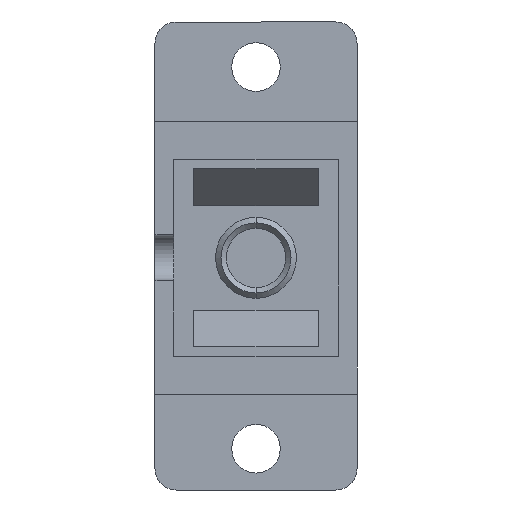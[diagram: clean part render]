
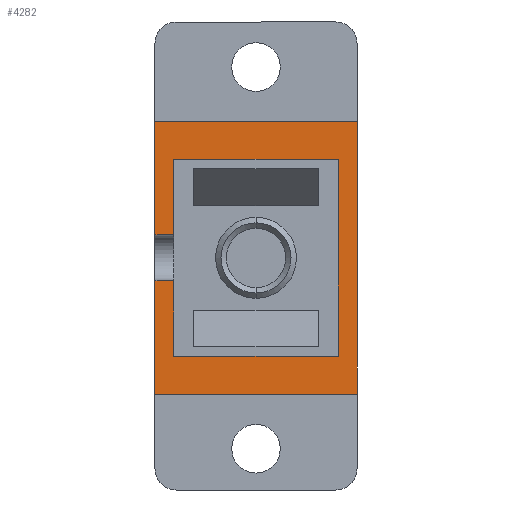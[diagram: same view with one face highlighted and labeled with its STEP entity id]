
A CAD part, front view. The second image highlights one B-rep face of the part: STEP entity #4282.
In plain terms, the highlighted planar face has unit normal (0, -1, 0).
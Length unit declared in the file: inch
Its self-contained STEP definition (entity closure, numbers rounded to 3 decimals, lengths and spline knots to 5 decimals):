
#54 = VERTEX_POINT ( 'NONE', #901 ) ;
#98 = LINE ( 'NONE', #5485, #1474 ) ;
#174 = FACE_OUTER_BOUND ( 'NONE', #4714, .T. ) ;
#195 = VECTOR ( 'NONE', #3969, 39.37008 ) ;
#323 = CARTESIAN_POINT ( 'NONE',  ( -0.1875, -0.57, 0.2525 ) ) ;
#478 = LINE ( 'NONE', #2612, #1507 ) ;
#497 = CARTESIAN_POINT ( 'NONE',  ( -0.1525, -0.57, 0.1825 ) ) ;
#570 = VERTEX_POINT ( 'NONE', #3420 ) ;
#881 = VECTOR ( 'NONE', #3551, 39.37008 ) ;
#901 = CARTESIAN_POINT ( 'NONE',  ( -0.1875, -0.57, -0.0425 ) ) ;
#905 = DIRECTION ( 'NONE',  ( 0., 0., -1. ) ) ;
#914 = VECTOR ( 'NONE', #2552, 39.37008 ) ;
#917 = EDGE_CURVE ( 'NONE', #2088, #3667, #5578, .T. ) ;
#981 = VERTEX_POINT ( 'NONE', #1204 ) ;
#1001 = VECTOR ( 'NONE', #3194, 39.37008 ) ;
#1161 = PLANE ( 'NONE',  #3898 ) ;
#1162 = DIRECTION ( 'NONE',  ( 0., 0., 1. ) ) ;
#1204 = CARTESIAN_POINT ( 'NONE',  ( -0.1525, -0.57, -0.1825 ) ) ;
#1216 = DIRECTION ( 'NONE',  ( 0., -1., 0. ) ) ;
#1313 = VERTEX_POINT ( 'NONE', #2198 ) ;
#1338 = ORIENTED_EDGE ( 'NONE', *, *, #4604, .T. ) ;
#1411 = ORIENTED_EDGE ( 'NONE', *, *, #4388, .F. ) ;
#1420 = VECTOR ( 'NONE', #5466, 39.37008 ) ;
#1474 = VECTOR ( 'NONE', #4738, 39.37008 ) ;
#1507 = VECTOR ( 'NONE', #3062, 39.37008 ) ;
#1592 = VERTEX_POINT ( 'NONE', #4982 ) ;
#1645 = ORIENTED_EDGE ( 'NONE', *, *, #2255, .F. ) ;
#1836 = VECTOR ( 'NONE', #2815, 39.37008 ) ;
#1872 = VECTOR ( 'NONE', #905, 39.37008 ) ;
#1891 = EDGE_CURVE ( 'NONE', #1313, #5036, #5685, .T. ) ;
#1930 = ORIENTED_EDGE ( 'NONE', *, *, #2384, .F. ) ;
#1943 = ORIENTED_EDGE ( 'NONE', *, *, #1891, .F. ) ;
#1959 = EDGE_CURVE ( 'NONE', #3122, #2088, #2452, .T. ) ;
#2020 = ORIENTED_EDGE ( 'NONE', *, *, #5124, .F. ) ;
#2033 = CARTESIAN_POINT ( 'NONE',  ( 0.1525, -0.57, -0.1825 ) ) ;
#2038 = LINE ( 'NONE', #323, #881 ) ;
#2046 = CARTESIAN_POINT ( 'NONE',  ( -0.1525, -0.57, 0.1825 ) ) ;
#2088 = VERTEX_POINT ( 'NONE', #3754 ) ;
#2115 = CARTESIAN_POINT ( 'NONE',  ( -0.1525, -0.57, -0.0425 ) ) ;
#2187 = VECTOR ( 'NONE', #4677, 39.37008 ) ;
#2198 = CARTESIAN_POINT ( 'NONE',  ( -0.1525, -0.57, 0.0425 ) ) ;
#2212 = LINE ( 'NONE', #3558, #1872 ) ;
#2255 = EDGE_CURVE ( 'NONE', #4166, #54, #4610, .T. ) ;
#2384 = EDGE_CURVE ( 'NONE', #570, #1592, #2212, .T. ) ;
#2452 = LINE ( 'NONE', #3496, #1001 ) ;
#2552 = DIRECTION ( 'NONE',  ( 0., 0., 1. ) ) ;
#2556 = LINE ( 'NONE', #3947, #195 ) ;
#2563 = CARTESIAN_POINT ( 'NONE',  ( -0.1875, -0.57, 0.2525 ) ) ;
#2612 = CARTESIAN_POINT ( 'NONE',  ( -0.1875, -0.57, 0.2525 ) ) ;
#2617 = CARTESIAN_POINT ( 'NONE',  ( -0.1875, -0.57, 0.0425 ) ) ;
#2629 = LINE ( 'NONE', #497, #1420 ) ;
#2754 = LINE ( 'NONE', #2832, #1836 ) ;
#2789 = EDGE_CURVE ( 'NONE', #3667, #981, #2754, .T. ) ;
#2815 = DIRECTION ( 'NONE',  ( -1., 0., 0. ) ) ;
#2832 = CARTESIAN_POINT ( 'NONE',  ( -0.1525, -0.57, -0.1825 ) ) ;
#3062 = DIRECTION ( 'NONE',  ( 1., 0., 0. ) ) ;
#3122 = VERTEX_POINT ( 'NONE', #3882 ) ;
#3194 = DIRECTION ( 'NONE',  ( 1., 0., 0. ) ) ;
#3419 = CARTESIAN_POINT ( 'NONE',  ( -0.1875, -0.57, 0.2525 ) ) ;
#3420 = CARTESIAN_POINT ( 'NONE',  ( 0.1875, -0.57, 0.2525 ) ) ;
#3455 = CARTESIAN_POINT ( 'NONE',  ( 0.1786, -0.57, 0.0425 ) ) ;
#3496 = CARTESIAN_POINT ( 'NONE',  ( -0.1525, -0.57, 0.1825 ) ) ;
#3501 = EDGE_CURVE ( 'NONE', #1313, #3122, #3909, .T. ) ;
#3551 = DIRECTION ( 'NONE',  ( 0., 0., 1. ) ) ;
#3558 = CARTESIAN_POINT ( 'NONE',  ( 0.1875, -0.57, 0.2525 ) ) ;
#3642 = CARTESIAN_POINT ( 'NONE',  ( -0.1875, -0.57, 0.2525 ) ) ;
#3667 = VERTEX_POINT ( 'NONE', #2033 ) ;
#3754 = CARTESIAN_POINT ( 'NONE',  ( 0.1525, -0.57, 0.1825 ) ) ;
#3763 = CARTESIAN_POINT ( 'NONE',  ( -0.1875, -0.57, -0.2525 ) ) ;
#3806 = CARTESIAN_POINT ( 'NONE',  ( 0.1525, -0.57, 0.1825 ) ) ;
#3882 = CARTESIAN_POINT ( 'NONE',  ( -0.1525, -0.57, 0.1825 ) ) ;
#3898 = AXIS2_PLACEMENT_3D ( 'NONE', #2563, #1216, #5283 ) ;
#3909 = LINE ( 'NONE', #2046, #3984 ) ;
#3947 = CARTESIAN_POINT ( 'NONE',  ( -0.1875, -0.57, -0.2525 ) ) ;
#3969 = DIRECTION ( 'NONE',  ( -1., 0., 0. ) ) ;
#3984 = VECTOR ( 'NONE', #1162, 39.37008 ) ;
#4166 = VERTEX_POINT ( 'NONE', #3763 ) ;
#4282 = ADVANCED_FACE ( 'NONE', ( #174 ), #1161, .T. ) ;
#4388 = EDGE_CURVE ( 'NONE', #5036, #5595, #2038, .T. ) ;
#4416 = ORIENTED_EDGE ( 'NONE', *, *, #1959, .T. ) ;
#4604 = EDGE_CURVE ( 'NONE', #4697, #54, #98, .T. ) ;
#4610 = LINE ( 'NONE', #3419, #914 ) ;
#4677 = DIRECTION ( 'NONE',  ( 0., 0., -1. ) ) ;
#4697 = VERTEX_POINT ( 'NONE', #2115 ) ;
#4714 = EDGE_LOOP ( 'NONE', ( #5024, #1338, #1645, #2020, #1930, #5492, #1411, #1943, #4971, #4416, #5197, #5180 ) ) ;
#4738 = DIRECTION ( 'NONE',  ( -1., 0., 0. ) ) ;
#4868 = EDGE_CURVE ( 'NONE', #5595, #570, #478, .T. ) ;
#4971 = ORIENTED_EDGE ( 'NONE', *, *, #3501, .T. ) ;
#4982 = CARTESIAN_POINT ( 'NONE',  ( 0.1875, -0.57, -0.2525 ) ) ;
#5024 = ORIENTED_EDGE ( 'NONE', *, *, #5263, .T. ) ;
#5036 = VERTEX_POINT ( 'NONE', #2617 ) ;
#5124 = EDGE_CURVE ( 'NONE', #1592, #4166, #2556, .T. ) ;
#5180 = ORIENTED_EDGE ( 'NONE', *, *, #2789, .T. ) ;
#5197 = ORIENTED_EDGE ( 'NONE', *, *, #917, .T. ) ;
#5263 = EDGE_CURVE ( 'NONE', #981, #4697, #2629, .T. ) ;
#5283 = DIRECTION ( 'NONE',  ( 0., 0., 1. ) ) ;
#5466 = DIRECTION ( 'NONE',  ( 0., 0., 1. ) ) ;
#5485 = CARTESIAN_POINT ( 'NONE',  ( 0.1786, -0.57, -0.0425 ) ) ;
#5492 = ORIENTED_EDGE ( 'NONE', *, *, #4868, .F. ) ;
#5553 = VECTOR ( 'NONE', #5657, 39.37008 ) ;
#5578 = LINE ( 'NONE', #3806, #2187 ) ;
#5595 = VERTEX_POINT ( 'NONE', #3642 ) ;
#5657 = DIRECTION ( 'NONE',  ( -1., 0., 0. ) ) ;
#5685 = LINE ( 'NONE', #3455, #5553 ) ;
